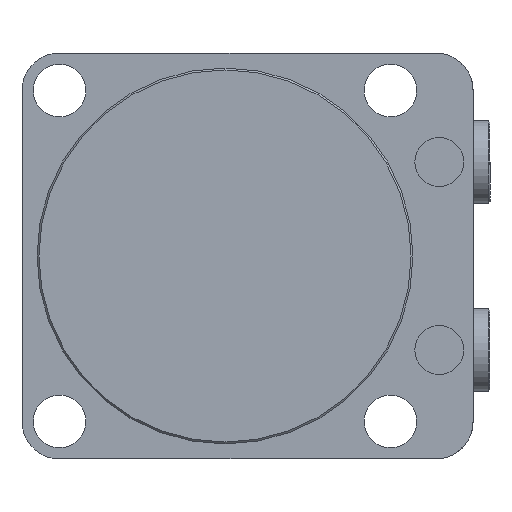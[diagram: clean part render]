
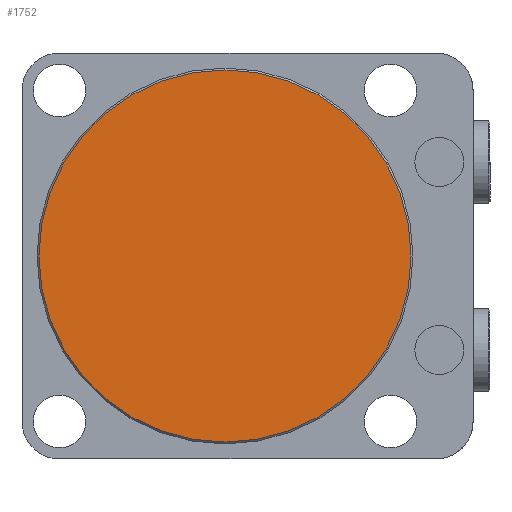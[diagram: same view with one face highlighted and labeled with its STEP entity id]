
A CAD part, front view. The second image highlights one B-rep face of the part: STEP entity #1752.
In plain terms, the highlighted planar face has unit normal (0, -1, 0).
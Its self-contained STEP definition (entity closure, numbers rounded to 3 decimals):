
#269 = CARTESIAN_POINT ( 'NONE',  ( 0., 0., -49.5 ) ) ;
#536 = DIRECTION ( 'NONE',  ( 0., 0., 1. ) ) ;
#537 = DIRECTION ( 'NONE',  ( 0., -1., 0. ) ) ;
#538 = CARTESIAN_POINT ( 'NONE',  ( 0., 0., 0. ) ) ;
#770 = EDGE_CURVE ( 'NONE', #2746, #2777, #1450, .T. ) ;
#859 = AXIS2_PLACEMENT_3D ( 'NONE', #3291, #3290, #3289 ) ;
#943 = AXIS2_PLACEMENT_3D ( 'NONE', #1876, #1867, #1866 ) ;
#1240 = FACE_OUTER_BOUND ( 'NONE', #3586, .T. ) ;
#1450 = CIRCLE ( 'NONE', #859, 49.5 ) ;
#1545 = CIRCLE ( 'NONE', #3871, 49.5 ) ;
#1752 = ADVANCED_FACE ( 'NONE', ( #1240 ), #1870, .F. ) ;
#1866 = DIRECTION ( 'NONE',  ( 0., 0., 1. ) ) ;
#1867 = DIRECTION ( 'NONE',  ( 0., 1., 0. ) ) ;
#1870 = PLANE ( 'NONE',  #943 ) ;
#1876 = CARTESIAN_POINT ( 'NONE',  ( 0., 0., 0. ) ) ;
#2322 = ORIENTED_EDGE ( 'NONE', *, *, #770, .T. ) ;
#2323 = ORIENTED_EDGE ( 'NONE', *, *, #3033, .T. ) ;
#2746 = VERTEX_POINT ( 'NONE', #3778 ) ;
#2777 = VERTEX_POINT ( 'NONE', #269 ) ;
#3033 = EDGE_CURVE ( 'NONE', #2777, #2746, #1545, .T. ) ;
#3289 = DIRECTION ( 'NONE',  ( 0., 0., 1. ) ) ;
#3290 = DIRECTION ( 'NONE',  ( 0., -1., 0. ) ) ;
#3291 = CARTESIAN_POINT ( 'NONE',  ( 0., 0., 0. ) ) ;
#3586 = EDGE_LOOP ( 'NONE', ( #2322, #2323 ) ) ;
#3778 = CARTESIAN_POINT ( 'NONE',  ( 0., 0., 49.5 ) ) ;
#3871 = AXIS2_PLACEMENT_3D ( 'NONE', #538, #537, #536 ) ;
